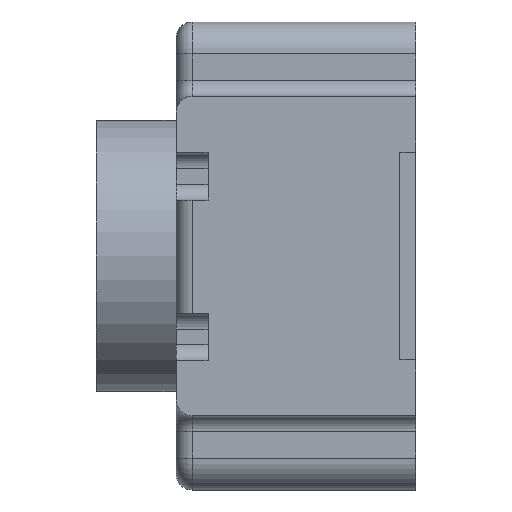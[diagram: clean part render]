
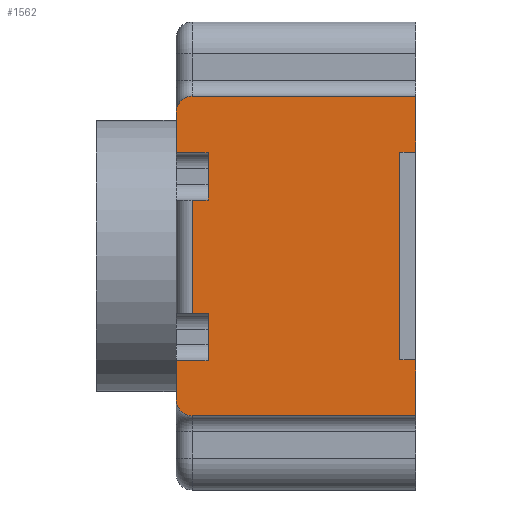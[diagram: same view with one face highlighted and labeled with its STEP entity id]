
A CAD part, left-side view. The second image highlights one B-rep face of the part: STEP entity #1562.
In plain terms, the highlighted planar face has unit normal (-1, 0, 0).
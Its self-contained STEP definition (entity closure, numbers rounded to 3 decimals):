
#8 = ORIENTED_EDGE ( 'NONE', *, *, #2251, .T. ) ;
#61 = ORIENTED_EDGE ( 'NONE', *, *, #1814, .F. ) ;
#118 = CARTESIAN_POINT ( 'NONE',  ( -1.95, 1.3, 0.351 ) ) ;
#131 = VECTOR ( 'NONE', #2624, 1000. ) ;
#152 = CARTESIAN_POINT ( 'NONE',  ( -1.95, 1.5, 1.465 ) ) ;
#179 = CARTESIAN_POINT ( 'NONE',  ( -1.95, 0., -0.65 ) ) ;
#183 = AXIS2_PLACEMENT_3D ( 'NONE', #1366, #1796, #2312 ) ;
#201 = VERTEX_POINT ( 'NONE', #2622 ) ;
#237 = LINE ( 'NONE', #2009, #1124 ) ;
#299 = DIRECTION ( 'NONE',  ( 0., 1., 0. ) ) ;
#313 = EDGE_CURVE ( 'NONE', #2158, #2860, #1324, .T. ) ;
#333 = VECTOR ( 'NONE', #1530, 1000. ) ;
#374 = EDGE_CURVE ( 'NONE', #1091, #1809, #1082, .T. ) ;
#414 = LINE ( 'NONE', #1421, #2470 ) ;
#435 = AXIS2_PLACEMENT_3D ( 'NONE', #1611, #1203, #501 ) ;
#492 = VERTEX_POINT ( 'NONE', #826 ) ;
#501 = DIRECTION ( 'NONE',  ( 0., 0., -1. ) ) ;
#503 = ORIENTED_EDGE ( 'NONE', *, *, #1258, .F. ) ;
#557 = DIRECTION ( 'NONE',  ( -1., 0., 0. ) ) ;
#571 = CARTESIAN_POINT ( 'NONE',  ( -1.95, 1.5, 0.9 ) ) ;
#579 = DIRECTION ( 'NONE',  ( 0., 0., 1. ) ) ;
#615 = VECTOR ( 'NONE', #876, 1000. ) ;
#642 = CARTESIAN_POINT ( 'NONE',  ( -1.95, 0., 1. ) ) ;
#654 = LINE ( 'NONE', #1474, #2662 ) ;
#676 = LINE ( 'NONE', #2826, #615 ) ;
#701 = LINE ( 'NONE', #1301, #2565 ) ;
#740 = DIRECTION ( 'NONE',  ( 0., 0., 1. ) ) ;
#769 = VERTEX_POINT ( 'NONE', #1140 ) ;
#773 = VERTEX_POINT ( 'NONE', #916 ) ;
#797 = EDGE_CURVE ( 'NONE', #2707, #492, #2222, .T. ) ;
#819 = DIRECTION ( 'NONE',  ( 0., 1., 0. ) ) ;
#826 = CARTESIAN_POINT ( 'NONE',  ( -1.95, 1.3, 0.646 ) ) ;
#867 = FACE_OUTER_BOUND ( 'NONE', #2417, .T. ) ;
#876 = DIRECTION ( 'NONE',  ( 0., 1., 0. ) ) ;
#893 = EDGE_CURVE ( 'NONE', #922, #2164, #2406, .T. ) ;
#902 = VERTEX_POINT ( 'NONE', #1251 ) ;
#916 = CARTESIAN_POINT ( 'NONE',  ( -1.95, 1.4, 0.351 ) ) ;
#919 = CARTESIAN_POINT ( 'NONE',  ( -1.95, 0., 1.465 ) ) ;
#922 = VERTEX_POINT ( 'NONE', #1080 ) ;
#930 = VECTOR ( 'NONE', #997, 1000. ) ;
#935 = EDGE_CURVE ( 'NONE', #1724, #1299, #2739, .T. ) ;
#985 = VECTOR ( 'NONE', #1003, 1000. ) ;
#997 = DIRECTION ( 'NONE',  ( 0., 1., 0. ) ) ;
#1003 = DIRECTION ( 'NONE',  ( 0., 0., 1. ) ) ;
#1012 = CARTESIAN_POINT ( 'NONE',  ( -1.95, 0.1, -0.65 ) ) ;
#1021 = EDGE_CURVE ( 'NONE', #922, #1809, #1807, .T. ) ;
#1025 = VECTOR ( 'NONE', #2822, 1000. ) ;
#1035 = CARTESIAN_POINT ( 'NONE',  ( -1.95, 1.4, 0.9 ) ) ;
#1055 = EDGE_CURVE ( 'NONE', #773, #902, #1884, .T. ) ;
#1080 = CARTESIAN_POINT ( 'NONE',  ( -1.95, 0.1, -0.65 ) ) ;
#1082 = LINE ( 'NONE', #919, #2543 ) ;
#1091 = VERTEX_POINT ( 'NONE', #1388 ) ;
#1098 = AXIS2_PLACEMENT_3D ( 'NONE', #1035, #557, #1658 ) ;
#1105 = EDGE_CURVE ( 'NONE', #1091, #2860, #414, .T. ) ;
#1116 = ORIENTED_EDGE ( 'NONE', *, *, #2409, .T. ) ;
#1124 = VECTOR ( 'NONE', #2237, 1000. ) ;
#1139 = VECTOR ( 'NONE', #1888, 1000. ) ;
#1140 = CARTESIAN_POINT ( 'NONE',  ( -1.95, 0., 1. ) ) ;
#1197 = ORIENTED_EDGE ( 'NONE', *, *, #1021, .F. ) ;
#1203 = DIRECTION ( 'NONE',  ( 1., 0., 0. ) ) ;
#1204 = ORIENTED_EDGE ( 'NONE', *, *, #374, .T. ) ;
#1232 = ORIENTED_EDGE ( 'NONE', *, *, #2249, .T. ) ;
#1251 = CARTESIAN_POINT ( 'NONE',  ( -1.95, 1.4, -0.359 ) ) ;
#1258 = EDGE_CURVE ( 'NONE', #2459, #201, #654, .T. ) ;
#1260 = ORIENTED_EDGE ( 'NONE', *, *, #1758, .F. ) ;
#1266 = CARTESIAN_POINT ( 'NONE',  ( -1.95, 1.5, 1.465 ) ) ;
#1299 = VERTEX_POINT ( 'NONE', #571 ) ;
#1301 = CARTESIAN_POINT ( 'NONE',  ( -1.95, 1.3, 0.646 ) ) ;
#1324 = CIRCLE ( 'NONE', #183, 0.1 ) ;
#1340 = ORIENTED_EDGE ( 'NONE', *, *, #2449, .T. ) ;
#1341 = DIRECTION ( 'NONE',  ( 0., 0., -1. ) ) ;
#1366 = CARTESIAN_POINT ( 'NONE',  ( -1.95, 1.4, -0.9 ) ) ;
#1380 = PLANE ( 'NONE',  #435 ) ;
#1388 = CARTESIAN_POINT ( 'NONE',  ( -1.95, 0., -1. ) ) ;
#1392 = VERTEX_POINT ( 'NONE', #1925 ) ;
#1405 = VERTEX_POINT ( 'NONE', #2102 ) ;
#1420 = LINE ( 'NONE', #2392, #1139 ) ;
#1421 = CARTESIAN_POINT ( 'NONE',  ( -1.95, 0., -1. ) ) ;
#1458 = LINE ( 'NONE', #2566, #930 ) ;
#1474 = CARTESIAN_POINT ( 'NONE',  ( -1.95, 1.3, 0. ) ) ;
#1530 = DIRECTION ( 'NONE',  ( 0., 1., 0. ) ) ;
#1546 = DIRECTION ( 'NONE',  ( 0., -1., 0. ) ) ;
#1559 = LINE ( 'NONE', #2620, #2111 ) ;
#1562 = ADVANCED_FACE ( 'NONE', ( #867 ), #1380, .F. ) ;
#1580 = ORIENTED_EDGE ( 'NONE', *, *, #2785, .T. ) ;
#1594 = LINE ( 'NONE', #642, #333 ) ;
#1611 = CARTESIAN_POINT ( 'NONE',  ( -1.95, 1.5, 1.465 ) ) ;
#1650 = CARTESIAN_POINT ( 'NONE',  ( -1.95, 1.5, -0.9 ) ) ;
#1655 = VERTEX_POINT ( 'NONE', #2321 ) ;
#1658 = DIRECTION ( 'NONE',  ( 0., 0., -1. ) ) ;
#1696 = CARTESIAN_POINT ( 'NONE',  ( -1.95, 1.5, 0.646 ) ) ;
#1724 = VERTEX_POINT ( 'NONE', #1696 ) ;
#1758 = EDGE_CURVE ( 'NONE', #2158, #1405, #2830, .T. ) ;
#1782 = ORIENTED_EDGE ( 'NONE', *, *, #2871, .F. ) ;
#1796 = DIRECTION ( 'NONE',  ( -1., 0., 0. ) ) ;
#1797 = CARTESIAN_POINT ( 'NONE',  ( -1.95, 1.3, -0.654 ) ) ;
#1807 = LINE ( 'NONE', #2422, #2159 ) ;
#1809 = VERTEX_POINT ( 'NONE', #179 ) ;
#1814 = EDGE_CURVE ( 'NONE', #201, #902, #676, .T. ) ;
#1831 = ORIENTED_EDGE ( 'NONE', *, *, #313, .T. ) ;
#1884 = LINE ( 'NONE', #2220, #2868 ) ;
#1888 = DIRECTION ( 'NONE',  ( 0., -1., 0. ) ) ;
#1917 = ORIENTED_EDGE ( 'NONE', *, *, #1055, .T. ) ;
#1925 = CARTESIAN_POINT ( 'NONE',  ( -1.95, 0., 0.65 ) ) ;
#1960 = EDGE_CURVE ( 'NONE', #2707, #773, #237, .T. ) ;
#1994 = ORIENTED_EDGE ( 'NONE', *, *, #797, .F. ) ;
#2009 = CARTESIAN_POINT ( 'NONE',  ( -1.95, 1.3, 0.351 ) ) ;
#2102 = CARTESIAN_POINT ( 'NONE',  ( -1.95, 1.5, -0.654 ) ) ;
#2111 = VECTOR ( 'NONE', #2829, 1000. ) ;
#2158 = VERTEX_POINT ( 'NONE', #1650 ) ;
#2159 = VECTOR ( 'NONE', #1546, 1000. ) ;
#2164 = VERTEX_POINT ( 'NONE', #2277 ) ;
#2171 = ORIENTED_EDGE ( 'NONE', *, *, #893, .T. ) ;
#2220 = CARTESIAN_POINT ( 'NONE',  ( -1.95, 1.4, 1.465 ) ) ;
#2222 = LINE ( 'NONE', #2551, #2733 ) ;
#2237 = DIRECTION ( 'NONE',  ( 0., 1., 0. ) ) ;
#2249 = EDGE_CURVE ( 'NONE', #2459, #1405, #1458, .T. ) ;
#2251 = EDGE_CURVE ( 'NONE', #2164, #1392, #1420, .T. ) ;
#2277 = CARTESIAN_POINT ( 'NONE',  ( -1.95, 0.1, 0.65 ) ) ;
#2312 = DIRECTION ( 'NONE',  ( 0., 0., -1. ) ) ;
#2321 = CARTESIAN_POINT ( 'NONE',  ( -1.95, 1.4, 1. ) ) ;
#2392 = CARTESIAN_POINT ( 'NONE',  ( -1.95, 0.1, 0.65 ) ) ;
#2406 = LINE ( 'NONE', #1012, #985 ) ;
#2409 = EDGE_CURVE ( 'NONE', #769, #1655, #1594, .T. ) ;
#2417 = EDGE_LOOP ( 'NONE', ( #1116, #1580, #2700, #1782, #1994, #2643, #1917, #61, #503, #1232, #1260, #1831, #2540, #1204, #1197, #2171, #8, #1340 ) ) ;
#2422 = CARTESIAN_POINT ( 'NONE',  ( -1.95, 0.1, -0.65 ) ) ;
#2449 = EDGE_CURVE ( 'NONE', #1392, #769, #1559, .T. ) ;
#2459 = VERTEX_POINT ( 'NONE', #1797 ) ;
#2470 = VECTOR ( 'NONE', #299, 1000. ) ;
#2540 = ORIENTED_EDGE ( 'NONE', *, *, #1105, .F. ) ;
#2543 = VECTOR ( 'NONE', #740, 1000. ) ;
#2551 = CARTESIAN_POINT ( 'NONE',  ( -1.95, 1.3, 0. ) ) ;
#2565 = VECTOR ( 'NONE', #819, 1000. ) ;
#2566 = CARTESIAN_POINT ( 'NONE',  ( -1.95, 1.3, -0.654 ) ) ;
#2599 = CARTESIAN_POINT ( 'NONE',  ( -1.95, 1.4, -1. ) ) ;
#2620 = CARTESIAN_POINT ( 'NONE',  ( -1.95, 0., 1.465 ) ) ;
#2622 = CARTESIAN_POINT ( 'NONE',  ( -1.95, 1.3, -0.359 ) ) ;
#2624 = DIRECTION ( 'NONE',  ( 0., 0., 1. ) ) ;
#2643 = ORIENTED_EDGE ( 'NONE', *, *, #1960, .T. ) ;
#2662 = VECTOR ( 'NONE', #579, 1000. ) ;
#2700 = ORIENTED_EDGE ( 'NONE', *, *, #935, .F. ) ;
#2707 = VERTEX_POINT ( 'NONE', #118 ) ;
#2716 = CIRCLE ( 'NONE', #1098, 0.1 ) ;
#2733 = VECTOR ( 'NONE', #2768, 1000. ) ;
#2739 = LINE ( 'NONE', #152, #1025 ) ;
#2768 = DIRECTION ( 'NONE',  ( 0., 0., 1. ) ) ;
#2785 = EDGE_CURVE ( 'NONE', #1655, #1299, #2716, .T. ) ;
#2822 = DIRECTION ( 'NONE',  ( 0., 0., 1. ) ) ;
#2826 = CARTESIAN_POINT ( 'NONE',  ( -1.95, 1.3, -0.359 ) ) ;
#2829 = DIRECTION ( 'NONE',  ( 0., 0., 1. ) ) ;
#2830 = LINE ( 'NONE', #1266, #131 ) ;
#2860 = VERTEX_POINT ( 'NONE', #2599 ) ;
#2868 = VECTOR ( 'NONE', #1341, 1000. ) ;
#2871 = EDGE_CURVE ( 'NONE', #492, #1724, #701, .T. ) ;
